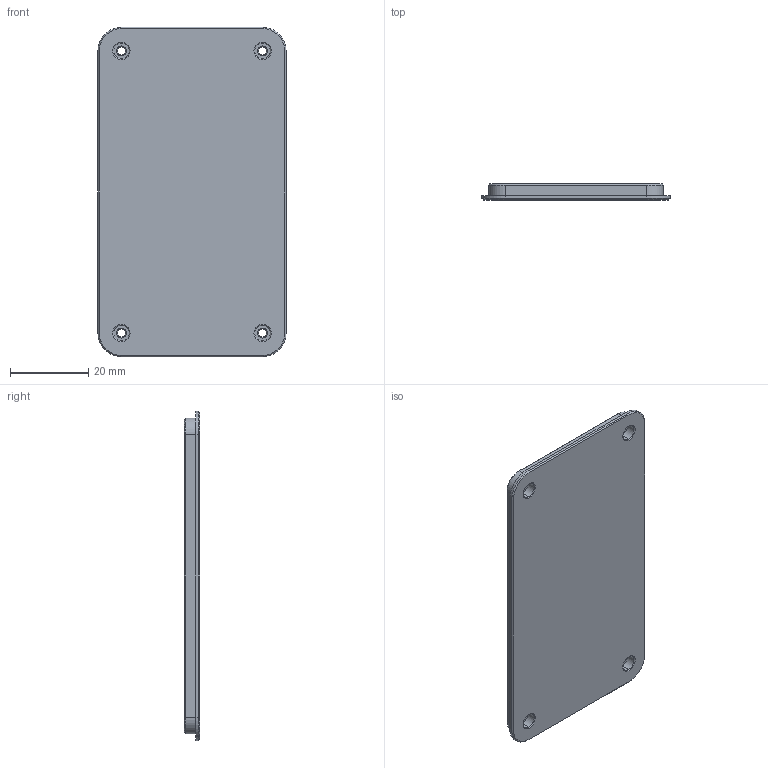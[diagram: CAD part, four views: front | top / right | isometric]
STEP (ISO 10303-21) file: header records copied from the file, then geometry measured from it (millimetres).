
FILE_DESCRIPTION (( 'STEP AP203' ), '1' );
FILE_NAME ('Darwin-mini_cvr_sole_Défaut_sldprt.STEP', '2020-09-23T18:11:30', ( '' ), ( '' ), 'SwSTEP 2.0', 'SolidWorks 2019', '' );
FILE_SCHEMA (( 'CONFIG_CONTROL_DESIGN' ));
Length unit declared in the file: millimetre
Products named in the file (1): Darwin-mini_cvr_sole_Défaut_sldprt
Bounding box: 48 x 4 x 84 mm (x, y, z)
Volume: 6235.3 mm3; surface area: 12173.6 mm2
Topology: 1 solids, 1 shells, 299 faces, 772 edges, 504 vertices
Faces by surface type: plane 143, cylinder 132, cone 24
Entity records: 9247 total; most frequent: DIRECTION 1656, CARTESIAN_POINT 1580, ORIENTED_EDGE 1544, EDGE_CURVE 772, AXIS2_PLACEMENT_3D 588, VERTEX_POINT 504, LINE 480, VECTOR 480
